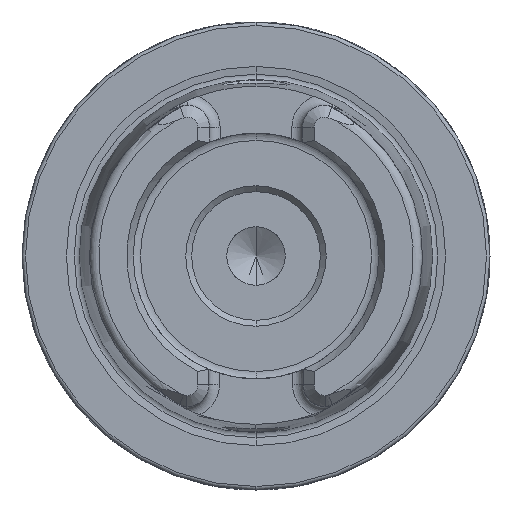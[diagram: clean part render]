
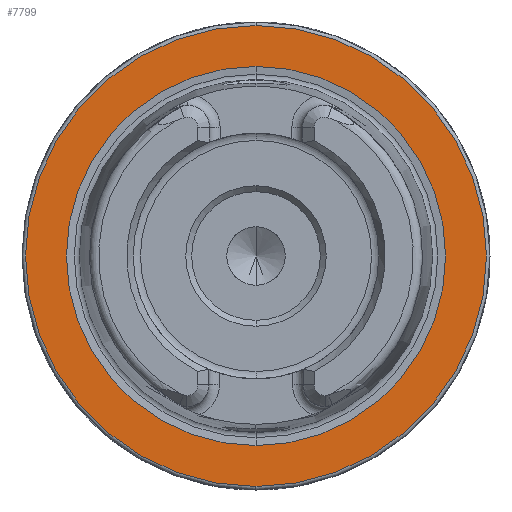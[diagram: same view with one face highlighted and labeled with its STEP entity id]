
A CAD part, left-side view. The second image highlights one B-rep face of the part: STEP entity #7799.
In plain terms, the highlighted planar face has unit normal (-1, 0, 0).
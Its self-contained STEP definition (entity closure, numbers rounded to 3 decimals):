
#97 = AXIS2_PLACEMENT_3D ( 'NONE', #398, #5494, #4243 ) ;
#398 = CARTESIAN_POINT ( 'NONE',  ( 0., 19.7, 0. ) ) ;
#586 = VERTEX_POINT ( 'NONE', #1395 ) ;
#1193 = CARTESIAN_POINT ( 'NONE',  ( 0., 0., 0. ) ) ;
#1225 = PLANE ( 'NONE',  #97 ) ;
#1395 = CARTESIAN_POINT ( 'NONE',  ( 0., 0., 16.207 ) ) ;
#2116 = ORIENTED_EDGE ( 'NONE', *, *, #9223, .F. ) ;
#2218 = EDGE_CURVE ( 'NONE', #4732, #586, #2624, .T. ) ;
#2624 = CIRCLE ( 'NONE', #11320, 16.207 ) ;
#2910 = ORIENTED_EDGE ( 'NONE', *, *, #5748, .T. ) ;
#2930 = DIRECTION ( 'NONE',  ( 0., 0., 1. ) ) ;
#3051 = DIRECTION ( 'NONE',  ( 0., 0., 1. ) ) ;
#3532 = DIRECTION ( 'NONE',  ( 0., 0., 1. ) ) ;
#4150 = VERTEX_POINT ( 'NONE', #7317 ) ;
#4243 = DIRECTION ( 'NONE',  ( 0., 0., -1. ) ) ;
#4270 = DIRECTION ( 'NONE',  ( 0., 0., 1. ) ) ;
#4732 = VERTEX_POINT ( 'NONE', #8351 ) ;
#4744 = DIRECTION ( 'NONE',  ( -1., 0., 0. ) ) ;
#4823 = DIRECTION ( 'NONE',  ( -1., 0., 0. ) ) ;
#5232 = FACE_BOUND ( 'NONE', #11292, .T. ) ;
#5494 = DIRECTION ( 'NONE',  ( 1., 0., 0. ) ) ;
#5748 = EDGE_CURVE ( 'NONE', #9979, #4150, #5794, .T. ) ;
#5794 = CIRCLE ( 'NONE', #7904, 19.7 ) ;
#6321 = ORIENTED_EDGE ( 'NONE', *, *, #2218, .F. ) ;
#6555 = EDGE_CURVE ( 'NONE', #4150, #9979, #12340, .T. ) ;
#6595 = CARTESIAN_POINT ( 'NONE',  ( 0., 0., 19.7 ) ) ;
#6798 = ORIENTED_EDGE ( 'NONE', *, *, #6555, .T. ) ;
#6916 = AXIS2_PLACEMENT_3D ( 'NONE', #11715, #4744, #3532 ) ;
#7180 = CARTESIAN_POINT ( 'NONE',  ( 0., 0., 0. ) ) ;
#7317 = CARTESIAN_POINT ( 'NONE',  ( 0., 0., -19.7 ) ) ;
#7799 = ADVANCED_FACE ( 'NONE', ( #5232, #8349 ), #1225, .F. ) ;
#7904 = AXIS2_PLACEMENT_3D ( 'NONE', #7180, #9109, #4270 ) ;
#8313 = DIRECTION ( 'NONE',  ( -1., 0., 0. ) ) ;
#8349 = FACE_OUTER_BOUND ( 'NONE', #10050, .T. ) ;
#8351 = CARTESIAN_POINT ( 'NONE',  ( 0., 0., -16.207 ) ) ;
#9109 = DIRECTION ( 'NONE',  ( -1., 0., 0. ) ) ;
#9223 = EDGE_CURVE ( 'NONE', #586, #4732, #12648, .T. ) ;
#9979 = VERTEX_POINT ( 'NONE', #6595 ) ;
#10050 = EDGE_LOOP ( 'NONE', ( #2910, #6798 ) ) ;
#11292 = EDGE_LOOP ( 'NONE', ( #2116, #6321 ) ) ;
#11320 = AXIS2_PLACEMENT_3D ( 'NONE', #12969, #4823, #2930 ) ;
#11715 = CARTESIAN_POINT ( 'NONE',  ( 0., 0., 0. ) ) ;
#12340 = CIRCLE ( 'NONE', #12555, 19.7 ) ;
#12555 = AXIS2_PLACEMENT_3D ( 'NONE', #1193, #8313, #3051 ) ;
#12648 = CIRCLE ( 'NONE', #6916, 16.207 ) ;
#12969 = CARTESIAN_POINT ( 'NONE',  ( 0., 0., 0. ) ) ;
